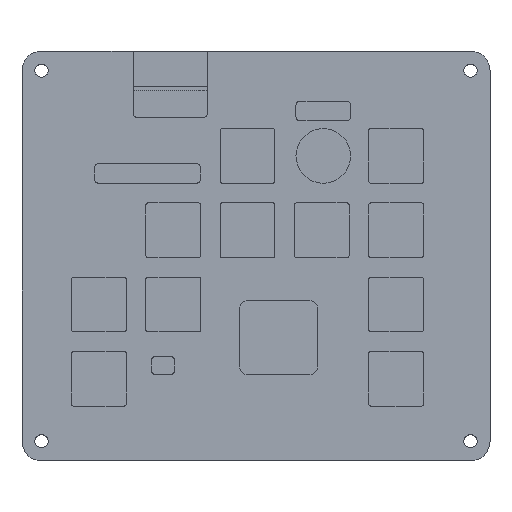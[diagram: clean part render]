
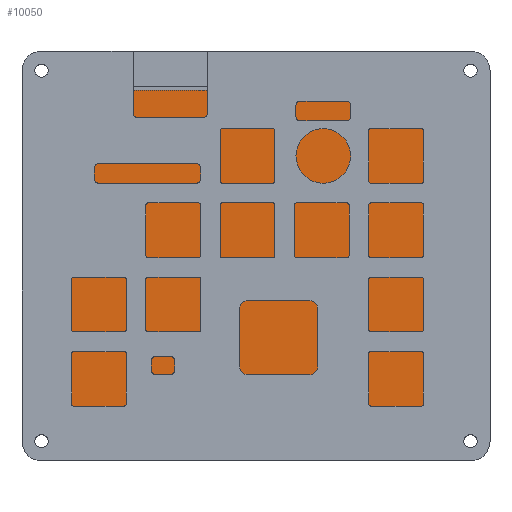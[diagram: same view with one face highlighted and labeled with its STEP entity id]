
A CAD part, top view. The second image highlights one B-rep face of the part: STEP entity #10050.
In plain terms, the highlighted planar face has unit normal (0, 0, 1).
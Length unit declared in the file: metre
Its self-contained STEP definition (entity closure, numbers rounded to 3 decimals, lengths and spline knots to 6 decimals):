
#3675=ORIENTED_EDGE('',*,*,#5127,.F.);
#3676=ORIENTED_EDGE('',*,*,#5131,.T.);
#3677=ORIENTED_EDGE('',*,*,#5134,.T.);
#3678=ORIENTED_EDGE('',*,*,#5136,.F.);
#5127=EDGE_CURVE('',#6109,#6110,#7053,.T.);
#5131=EDGE_CURVE('',#6109,#6112,#7057,.T.);
#5134=EDGE_CURVE('',#6112,#6114,#7060,.T.);
#5136=EDGE_CURVE('',#6110,#6114,#7062,.T.);
#6109=VERTEX_POINT('',#17353);
#6110=VERTEX_POINT('',#17355);
#6112=VERTEX_POINT('',#17361);
#6114=VERTEX_POINT('',#17367);
#7053=LINE('',#17354,#8001);
#7057=LINE('',#17362,#8005);
#7060=LINE('',#17368,#8008);
#7062=LINE('',#17371,#8010);
#8001=VECTOR('',#12918,1.);
#8005=VECTOR('',#12924,1.);
#8008=VECTOR('',#12929,1.);
#8010=VECTOR('',#12933,1.);
#8629=EDGE_LOOP('',(#3675,#3676,#3677,#3678));
#9249=FACE_BOUND('',#8629,.T.);
#9523=PLANE('',#10720);
#10050=ADVANCED_FACE('',(#9249),#9523,.T.);
#10720=AXIS2_PLACEMENT_3D('',#17372,#12934,#12935);
#12918=DIRECTION('',(0.,-1.,0.));
#12924=DIRECTION('',(-1.,0.,0.));
#12929=DIRECTION('',(0.,-1.,0.));
#12933=DIRECTION('',(-1.,0.,0.));
#12934=DIRECTION('',(0.,0.,1.));
#12935=DIRECTION('',(1.,0.,0.));
#17353=CARTESIAN_POINT('',(0.05,0.0425,0.0065));
#17354=CARTESIAN_POINT('',(0.05,0.,0.0065));
#17355=CARTESIAN_POINT('',(0.05,-0.0425,0.0065));
#17361=CARTESIAN_POINT('',(-0.05,0.0425,0.0065));
#17362=CARTESIAN_POINT('',(0.,0.0425,0.0065));
#17367=CARTESIAN_POINT('',(-0.05,-0.0425,0.0065));
#17368=CARTESIAN_POINT('',(-0.05,0.,0.0065));
#17371=CARTESIAN_POINT('',(0.,-0.0425,0.0065));
#17372=CARTESIAN_POINT('',(0.,0.,
0.0065));
